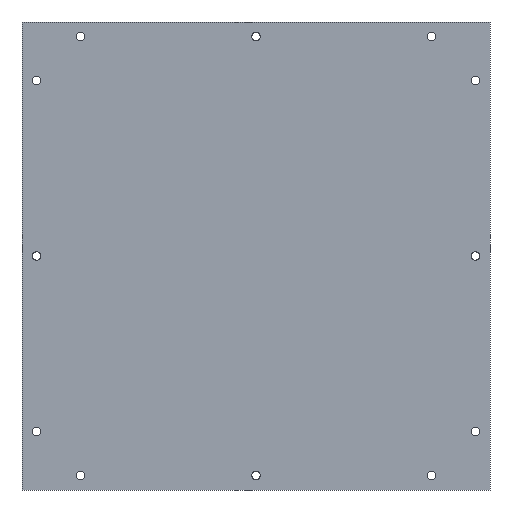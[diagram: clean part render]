
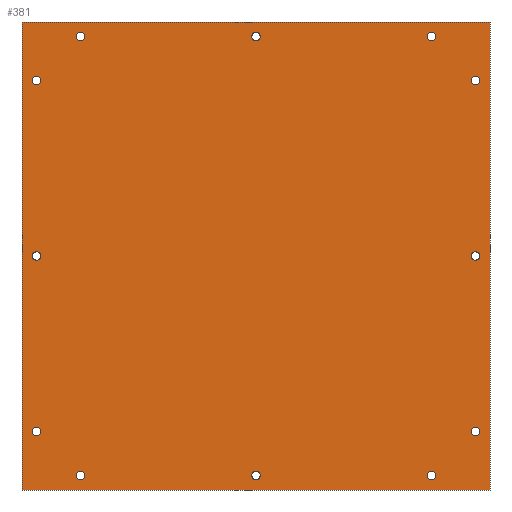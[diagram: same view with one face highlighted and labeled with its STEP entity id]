
A CAD part, left-side view. The second image highlights one B-rep face of the part: STEP entity #381.
In plain terms, the highlighted planar face has unit normal (-1, 0, 0).
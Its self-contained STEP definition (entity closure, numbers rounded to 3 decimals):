
#15=FACE_BOUND('',#80,.T.);
#16=FACE_BOUND('',#81,.T.);
#17=FACE_BOUND('',#82,.T.);
#18=FACE_BOUND('',#83,.T.);
#19=FACE_BOUND('',#84,.T.);
#20=FACE_BOUND('',#85,.T.);
#21=FACE_BOUND('',#86,.T.);
#22=FACE_BOUND('',#87,.T.);
#23=FACE_BOUND('',#88,.T.);
#24=FACE_BOUND('',#89,.T.);
#25=FACE_BOUND('',#90,.T.);
#26=FACE_BOUND('',#91,.T.);
#43=PLANE('',#437);
#61=FACE_OUTER_BOUND('',#79,.T.);
#79=EDGE_LOOP('',(#321,#322,#323,#324));
#80=EDGE_LOOP('',(#325));
#81=EDGE_LOOP('',(#326));
#82=EDGE_LOOP('',(#327));
#83=EDGE_LOOP('',(#328));
#84=EDGE_LOOP('',(#329));
#85=EDGE_LOOP('',(#330));
#86=EDGE_LOOP('',(#331));
#87=EDGE_LOOP('',(#332));
#88=EDGE_LOOP('',(#333));
#89=EDGE_LOOP('',(#334));
#90=EDGE_LOOP('',(#335));
#91=EDGE_LOOP('',(#336));
#119=LINE('',#629,#143);
#122=LINE('',#635,#146);
#125=LINE('',#641,#149);
#128=LINE('',#645,#152);
#143=VECTOR('',#529,10.);
#146=VECTOR('',#534,10.);
#149=VECTOR('',#539,10.);
#152=VECTOR('',#544,10.);
#154=CIRCLE('',#399,2.9);
#156=CIRCLE('',#402,2.9);
#158=CIRCLE('',#405,2.9);
#160=CIRCLE('',#408,2.9);
#162=CIRCLE('',#411,2.9);
#164=CIRCLE('',#414,2.9);
#166=CIRCLE('',#417,2.9);
#168=CIRCLE('',#420,2.9);
#170=CIRCLE('',#423,2.9);
#172=CIRCLE('',#426,2.9);
#174=CIRCLE('',#429,2.9);
#176=CIRCLE('',#432,2.9);
#178=VERTEX_POINT('',#553);
#180=VERTEX_POINT('',#559);
#182=VERTEX_POINT('',#565);
#184=VERTEX_POINT('',#571);
#186=VERTEX_POINT('',#577);
#188=VERTEX_POINT('',#583);
#190=VERTEX_POINT('',#589);
#192=VERTEX_POINT('',#595);
#194=VERTEX_POINT('',#601);
#196=VERTEX_POINT('',#607);
#198=VERTEX_POINT('',#613);
#200=VERTEX_POINT('',#619);
#203=VERTEX_POINT('',#626);
#204=VERTEX_POINT('',#628);
#206=VERTEX_POINT('',#634);
#208=VERTEX_POINT('',#640);
#211=EDGE_CURVE('',#178,#178,#154,.T.);
#214=EDGE_CURVE('',#180,#180,#156,.T.);
#217=EDGE_CURVE('',#182,#182,#158,.T.);
#220=EDGE_CURVE('',#184,#184,#160,.T.);
#223=EDGE_CURVE('',#186,#186,#162,.T.);
#226=EDGE_CURVE('',#188,#188,#164,.T.);
#229=EDGE_CURVE('',#190,#190,#166,.T.);
#232=EDGE_CURVE('',#192,#192,#168,.T.);
#235=EDGE_CURVE('',#194,#194,#170,.T.);
#238=EDGE_CURVE('',#196,#196,#172,.T.);
#241=EDGE_CURVE('',#198,#198,#174,.T.);
#244=EDGE_CURVE('',#200,#200,#176,.T.);
#247=EDGE_CURVE('',#204,#203,#119,.T.);
#250=EDGE_CURVE('',#206,#204,#122,.T.);
#253=EDGE_CURVE('',#208,#206,#125,.T.);
#256=EDGE_CURVE('',#203,#208,#128,.T.);
#321=ORIENTED_EDGE('',*,*,#256,.T.);
#322=ORIENTED_EDGE('',*,*,#253,.T.);
#323=ORIENTED_EDGE('',*,*,#250,.T.);
#324=ORIENTED_EDGE('',*,*,#247,.T.);
#325=ORIENTED_EDGE('',*,*,#211,.T.);
#326=ORIENTED_EDGE('',*,*,#214,.T.);
#327=ORIENTED_EDGE('',*,*,#217,.T.);
#328=ORIENTED_EDGE('',*,*,#220,.T.);
#329=ORIENTED_EDGE('',*,*,#223,.T.);
#330=ORIENTED_EDGE('',*,*,#226,.T.);
#331=ORIENTED_EDGE('',*,*,#229,.T.);
#332=ORIENTED_EDGE('',*,*,#232,.T.);
#333=ORIENTED_EDGE('',*,*,#235,.T.);
#334=ORIENTED_EDGE('',*,*,#238,.T.);
#335=ORIENTED_EDGE('',*,*,#241,.T.);
#336=ORIENTED_EDGE('',*,*,#244,.T.);
#381=ADVANCED_FACE('',(#61,#15,#16,#17,#18,#19,#20,#21,#22,#23,#24,#25,
#26),#43,.T.);
#399=AXIS2_PLACEMENT_3D('',#555,#446,#447);
#402=AXIS2_PLACEMENT_3D('',#561,#453,#454);
#405=AXIS2_PLACEMENT_3D('',#567,#460,#461);
#408=AXIS2_PLACEMENT_3D('',#573,#467,#468);
#411=AXIS2_PLACEMENT_3D('',#579,#474,#475);
#414=AXIS2_PLACEMENT_3D('',#585,#481,#482);
#417=AXIS2_PLACEMENT_3D('',#591,#488,#489);
#420=AXIS2_PLACEMENT_3D('',#597,#495,#496);
#423=AXIS2_PLACEMENT_3D('',#603,#502,#503);
#426=AXIS2_PLACEMENT_3D('',#609,#509,#510);
#429=AXIS2_PLACEMENT_3D('',#615,#516,#517);
#432=AXIS2_PLACEMENT_3D('',#621,#523,#524);
#437=AXIS2_PLACEMENT_3D('',#646,#545,#546);
#446=DIRECTION('center_axis',(1.,0.,0.));
#447=DIRECTION('ref_axis',(0.,1.,0.));
#453=DIRECTION('center_axis',(1.,0.,0.));
#454=DIRECTION('ref_axis',(0.,1.,0.));
#460=DIRECTION('center_axis',(1.,0.,0.));
#461=DIRECTION('ref_axis',(0.,1.,0.));
#467=DIRECTION('center_axis',(1.,0.,0.));
#468=DIRECTION('ref_axis',(0.,1.,0.));
#474=DIRECTION('center_axis',(1.,0.,0.));
#475=DIRECTION('ref_axis',(0.,1.,0.));
#481=DIRECTION('center_axis',(1.,0.,0.));
#482=DIRECTION('ref_axis',(0.,1.,0.));
#488=DIRECTION('center_axis',(1.,0.,0.));
#489=DIRECTION('ref_axis',(0.,1.,0.));
#495=DIRECTION('center_axis',(1.,0.,0.));
#496=DIRECTION('ref_axis',(0.,1.,0.));
#502=DIRECTION('center_axis',(1.,0.,0.));
#503=DIRECTION('ref_axis',(0.,1.,0.));
#509=DIRECTION('center_axis',(1.,0.,0.));
#510=DIRECTION('ref_axis',(0.,1.,0.));
#516=DIRECTION('center_axis',(1.,0.,0.));
#517=DIRECTION('ref_axis',(0.,1.,0.));
#523=DIRECTION('center_axis',(1.,0.,0.));
#524=DIRECTION('ref_axis',(0.,1.,0.));
#529=DIRECTION('',(0.,-1.,0.));
#534=DIRECTION('',(0.,0.,-1.));
#539=DIRECTION('',(0.,1.,0.));
#544=DIRECTION('',(0.,0.,1.));
#545=DIRECTION('center_axis',(-1.,0.,0.));
#546=DIRECTION('ref_axis',(0.,0.,1.));
#553=CARTESIAN_POINT('',(-22.,157.1,10.));
#555=CARTESIAN_POINT('Origin',(-22.,160.,10.));
#559=CARTESIAN_POINT('',(-22.,7.1,40.));
#561=CARTESIAN_POINT('Origin',(-22.,10.,40.));
#565=CARTESIAN_POINT('',(-22.,7.1,280.));
#567=CARTESIAN_POINT('Origin',(-22.,10.,280.));
#571=CARTESIAN_POINT('',(-22.,157.1,310.));
#573=CARTESIAN_POINT('Origin',(-22.,160.,310.));
#577=CARTESIAN_POINT('',(-22.,307.1,280.));
#579=CARTESIAN_POINT('Origin',(-22.,310.,280.));
#583=CARTESIAN_POINT('',(-22.,307.1,40.));
#585=CARTESIAN_POINT('Origin',(-22.,310.,40.));
#589=CARTESIAN_POINT('',(-22.,307.1,160.));
#591=CARTESIAN_POINT('Origin',(-22.,310.,160.));
#595=CARTESIAN_POINT('',(-22.,277.1,310.));
#597=CARTESIAN_POINT('Origin',(-22.,280.,310.));
#601=CARTESIAN_POINT('',(-22.,37.1,310.));
#603=CARTESIAN_POINT('Origin',(-22.,40.,310.));
#607=CARTESIAN_POINT('',(-22.,7.1,160.));
#609=CARTESIAN_POINT('Origin',(-22.,10.,160.));
#613=CARTESIAN_POINT('',(-22.,37.1,10.));
#615=CARTESIAN_POINT('Origin',(-22.,40.,10.));
#619=CARTESIAN_POINT('',(-22.,277.1,10.));
#621=CARTESIAN_POINT('Origin',(-22.,280.,10.));
#626=CARTESIAN_POINT('',(-22.,0.,0.));
#628=CARTESIAN_POINT('',(-22.,320.,0.));
#629=CARTESIAN_POINT('',(-22.,0.,0.));
#634=CARTESIAN_POINT('',(-22.,320.,320.));
#635=CARTESIAN_POINT('',(-22.,320.,0.));
#640=CARTESIAN_POINT('',(-22.,0.,320.));
#641=CARTESIAN_POINT('',(-22.,320.,320.));
#645=CARTESIAN_POINT('',(-22.,0.,320.));
#646=CARTESIAN_POINT('Origin',(-22.,160.,160.));
